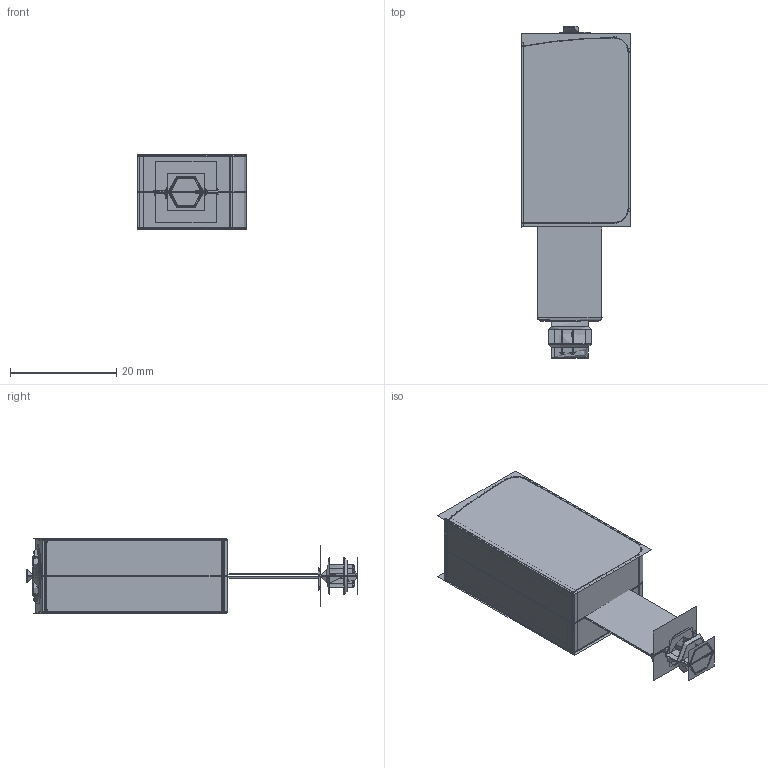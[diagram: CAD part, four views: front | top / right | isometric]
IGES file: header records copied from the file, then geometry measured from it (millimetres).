
Start section:  PTC IGES file: 159668.igs
Global section: file name: 159668.igs; native system: Creo Parametric by Parametric Technology Corporation; preprocessor: 2016100; author: pdmadmin; organization: Unknown; date: 20160923.143032; units: millimetre
Bounding box: 20.58 x 62.35 x 14 mm (x, y, z)
Surface area: 38211.9 mm2
Topology: 1 solids, 1 shells, 310 faces, 1901 edges, 2702 vertices
Faces by surface type: revolution 156, bspline 118, extrusion 36
